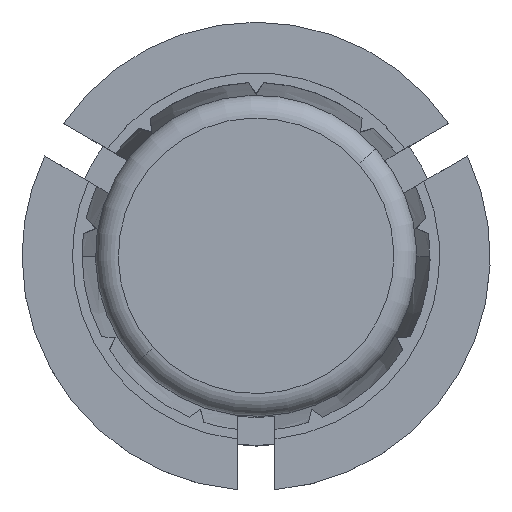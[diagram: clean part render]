
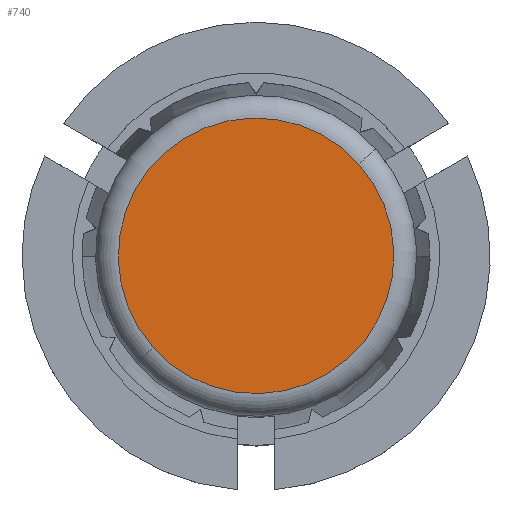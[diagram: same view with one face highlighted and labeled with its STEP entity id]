
A CAD part, top view. The second image highlights one B-rep face of the part: STEP entity #740.
In plain terms, the highlighted face is planar.
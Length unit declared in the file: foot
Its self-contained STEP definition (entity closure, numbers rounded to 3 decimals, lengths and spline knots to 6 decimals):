
#215 = ORIENTED_EDGE ( 'NONE', *, *, #9947, .T. ) ;
#736 = AXIS2_PLACEMENT_3D ( 'NONE', #10600, #10584, #10583 ) ;
#740 = ADVANCED_FACE ( 'NONE', ( #6981 ), #10697, .T. ) ;
#784 = EDGE_LOOP ( 'NONE', ( #4781, #215 ) ) ;
#901 = VERTEX_POINT ( 'NONE', #4516 ) ;
#2784 = CIRCLE ( 'NONE', #736, 0.015083 ) ;
#3252 = EDGE_CURVE ( 'NONE', #901, #5077, #2784, .T. ) ;
#3530 = CARTESIAN_POINT ( 'NONE',  ( 0., 0., -0.015083 ) ) ;
#4033 = DIRECTION ( 'NONE',  ( 0., 0., 1. ) ) ;
#4109 = DIRECTION ( 'NONE',  ( -1., 0., 0. ) ) ;
#4136 = CARTESIAN_POINT ( 'NONE',  ( 0., 0., 0. ) ) ;
#4516 = CARTESIAN_POINT ( 'NONE',  ( 0., 0., 0.015083 ) ) ;
#4781 = ORIENTED_EDGE ( 'NONE', *, *, #3252, .T. ) ;
#5077 = VERTEX_POINT ( 'NONE', #3530 ) ;
#5573 = CIRCLE ( 'NONE', #6933, 0.015083 ) ;
#5575 = AXIS2_PLACEMENT_3D ( 'NONE', #10244, #11179, #10055 ) ;
#6933 = AXIS2_PLACEMENT_3D ( 'NONE', #4136, #4109, #4033 ) ;
#6981 = FACE_OUTER_BOUND ( 'NONE', #784, .T. ) ;
#9947 = EDGE_CURVE ( 'NONE', #5077, #901, #5573, .T. ) ;
#10055 = DIRECTION ( 'NONE',  ( 0., 0., 1. ) ) ;
#10244 = CARTESIAN_POINT ( 'NONE',  ( 0., 0., 0. ) ) ;
#10583 = DIRECTION ( 'NONE',  ( 0., 0., 1. ) ) ;
#10584 = DIRECTION ( 'NONE',  ( -1., 0., 0. ) ) ;
#10600 = CARTESIAN_POINT ( 'NONE',  ( 0., 0., 0. ) ) ;
#10697 = PLANE ( 'NONE',  #5575 ) ;
#11179 = DIRECTION ( 'NONE',  ( -1., 0., 0. ) ) ;
